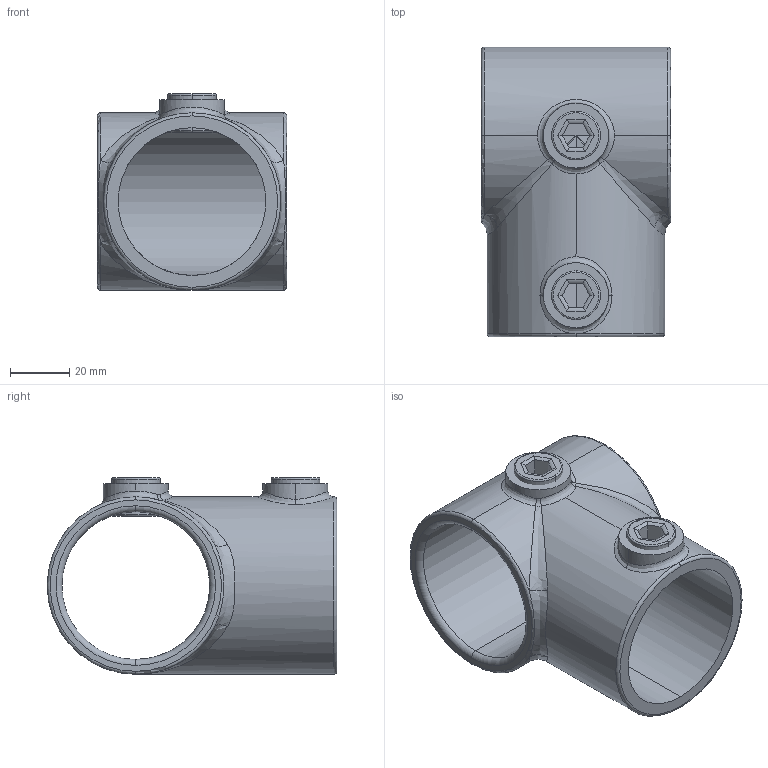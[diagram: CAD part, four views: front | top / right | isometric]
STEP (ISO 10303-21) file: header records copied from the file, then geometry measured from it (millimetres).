
FILE_DESCRIPTION (( 'STEP AP203' ), '1' );
FILE_NAME ('101-D48.STEP', '2016-01-27T14:04:34', ( '' ), ( '' ), 'SwSTEP 2.0', 'SolidWorks 2015', '' );
FILE_SCHEMA (( 'CONFIG_CONTROL_DESIGN' ));
Length unit declared in the file: millimetre
Products named in the file (3): 101-D48 Teil2; 101-D48; 101-D48 Teil1
Assembly tree (3 placements, depth 2):
  101-D48
    101-D48 Teil1
    101-D48 Teil2  x2
Bounding box: 64 x 98 x 66.5 mm (x, y, z)
Volume: 87825 mm3; surface area: 38791.7 mm2
Topology: 3 solids, 3 shells, 105 faces, 245 edges, 139 vertices
Faces by surface type: cylinder 48, plane 21, torus 18, bspline 16, sphere 2
Entity records: 4623 total; most frequent: CARTESIAN_POINT 2638, ORIENTED_EDGE 370, DIRECTION 331, EDGE_CURVE 185, AXIS2_PLACEMENT_3D 139, VERTEX_POINT 107, EDGE_LOOP 86, ADVANCED_FACE 79
